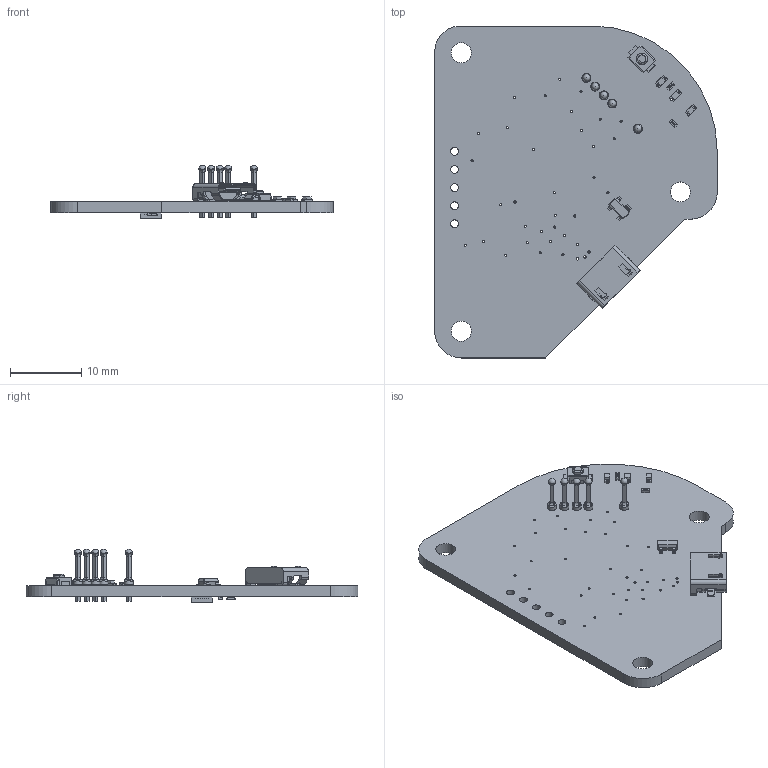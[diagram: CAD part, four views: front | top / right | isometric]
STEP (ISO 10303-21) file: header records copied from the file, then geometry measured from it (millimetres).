
FILE_DESCRIPTION(/* description */ (''),/* implementation_level */ '2;1');
FILE_NAME(/* name */ 'Extruder_Board_programmer.step',/* time_stamp */ '2019-01-09T02:55:23-08:00',/* author */ (''),/* organization */ (''),/* preprocessor_version */ 'ST-DEVELOPER v17.2',/* originating_system */ 'Autodesk Translation Framework v7.6.0.251',/* authorisation */ '');
FILE_SCHEMA (('AUTOMOTIVE_DESIGN { 1 0 10303 214 3 1 1 }'));
Length unit declared in the file: millimetre
Products named in the file (12): Extruder_Board_programmer; PCB Component; Board; SEEED-LED_LED-0603; 47K; CP2102N-A01-GQFN20; QFN-16 (3x3) Part1; QFN-16 (3x3) Part2; SP0503BAHTG; 10118192-0001LF; SEEED-SWITCH_SW2-2.6-3.0X2.5X1.2+0.4MM; TP
Assembly tree (35 placements, depth 4):
  Extruder_Board_programmer
    PCB Component
      Board
      SEEED-LED_LED-0603  x3
      47K  x4
      CP2102N-A01-GQFN20
        QFN-16 (3x3) Part1
        QFN-16 (3x3) Part2  x16
      SP0503BAHTG
      10118192-0001LF
      SEEED-SWITCH_SW2-2.6-3.0X2.5X1.2+0.4MM
      TP  x5
Bounding box: 39.56 x 46.48 x 7.49 mm (x, y, z)
Volume: 2371.1 mm3; surface area: 3785.7 mm2
Topology: 63 solids, 63 shells, 1405 faces, 3620 edges, 2369 vertices
Faces by surface type: plane 1007, cylinder 277, bspline 96, cone 12, torus 7, sphere 6
Full cylindrical faces by diameter (mm): 0.3 x35, 0.35 x5, 0.8 x5, 1.105 x5, 1.25 x5, 1.6 x1, 2.8 x3
Entity records: 28016 total; most frequent: CARTESIAN_POINT 6494, ORIENTED_EDGE 4326, DIRECTION 4223, EDGE_CURVE 2163, LINE 1631, VECTOR 1631, VERTEX_POINT 1415, AXIS2_PLACEMENT_3D 1296
